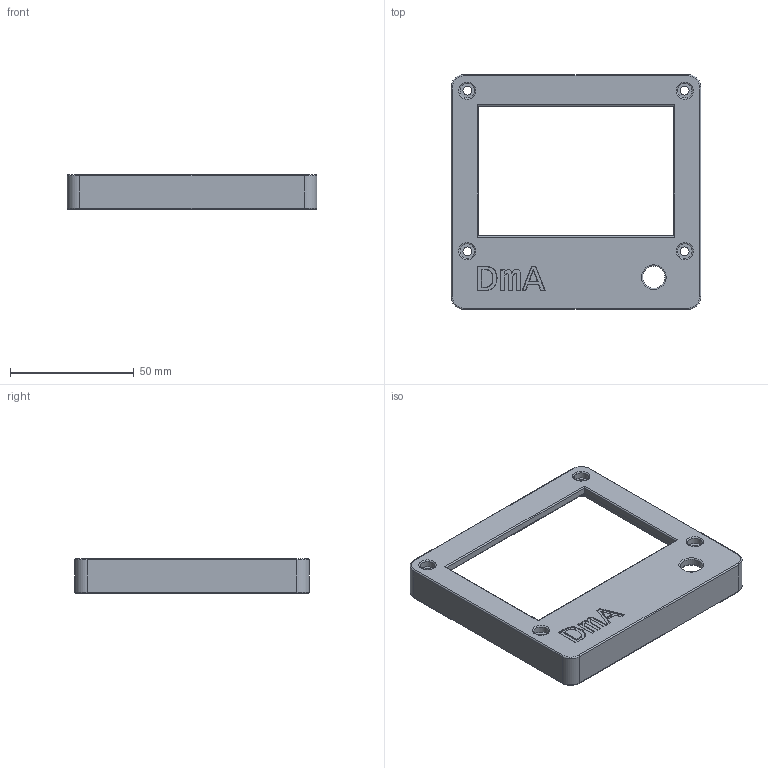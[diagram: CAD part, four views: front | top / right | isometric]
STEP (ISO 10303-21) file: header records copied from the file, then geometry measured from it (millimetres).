
FILE_DESCRIPTION(/* description */ (''),/* implementation_level */ '2;1');
FILE_NAME(/* name */ 'LCD_Screen_Front.step',/* time_stamp */ '2023-02-04T10:26:40+01:00',/* author */ (''),/* organization */ (''),/* preprocessor_version */ 'ST-DEVELOPER v19.2',/* originating_system */ 'Autodesk Translation Framework v11.17.0.187',/* authorisation */ '');
FILE_SCHEMA (('AUTOMOTIVE_DESIGN { 1 0 10303 214 3 1 1 }'));
Length unit declared in the file: millimetre
Products named in the file (1): LCD_Screen_Front
Bounding box: 101 x 95 x 14 mm (x, y, z)
Volume: 26760.2 mm3; surface area: 21014.4 mm2
Topology: 1 solids, 1 shells, 246 faces, 576 edges, 338 vertices
Faces by surface type: cylinder 101, plane 65, torus 42, bspline 30, sphere 8
Full cylindrical faces by diameter (mm): 3.5 x4, 6 x4, 9 x1
Entity records: 7862 total; most frequent: CARTESIAN_POINT 2275, DIRECTION 1174, ORIENTED_EDGE 1140, EDGE_CURVE 570, AXIS2_PLACEMENT_3D 447, VERTEX_POINT 336, LINE 280, VECTOR 280
